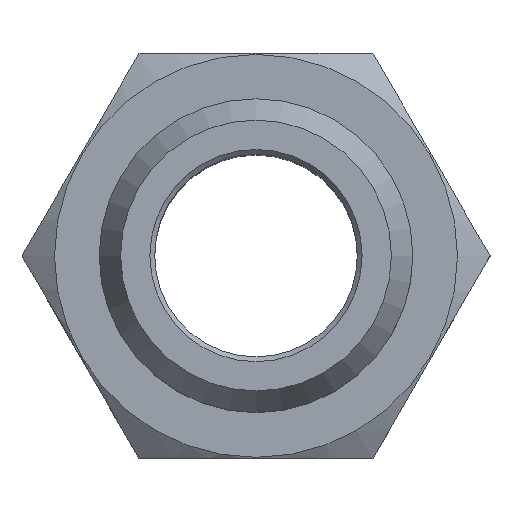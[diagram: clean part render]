
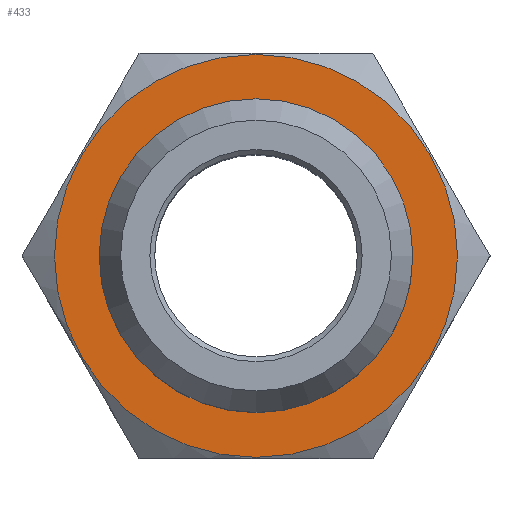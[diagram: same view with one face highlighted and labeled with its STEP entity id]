
A CAD part, top view. The second image highlights one B-rep face of the part: STEP entity #433.
In plain terms, the highlighted planar face has unit normal (0, 0, 1).
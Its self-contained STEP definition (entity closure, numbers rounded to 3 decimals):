
#25=CIRCLE('',#455,8.45);
#30=CIRCLE('',#464,6.579);
#96=ORIENTED_EDGE('',*,*,#139,.T.);
#97=ORIENTED_EDGE('',*,*,#144,.T.);
#139=EDGE_CURVE('',#165,#165,#25,.T.);
#144=EDGE_CURVE('',#170,#170,#30,.T.);
#165=VERTEX_POINT('',#660);
#170=VERTEX_POINT('',#674);
#207=EDGE_LOOP('',(#96));
#208=EDGE_LOOP('',(#97));
#243=FACE_BOUND('',#207,.T.);
#244=FACE_BOUND('',#208,.T.);
#270=PLANE('',#465);
#433=ADVANCED_FACE('',(#243,#244),#270,.F.);
#455=AXIS2_PLACEMENT_3D('',#659,#505,#506);
#464=AXIS2_PLACEMENT_3D('',#673,#523,#524);
#465=AXIS2_PLACEMENT_3D('',#675,#525,#526);
#505=DIRECTION('',(0.,0.,1.));
#506=DIRECTION('',(1.,0.,0.));
#523=DIRECTION('',(0.,0.,-1.));
#524=DIRECTION('',(1.,0.,0.));
#525=DIRECTION('',(0.,0.,-1.));
#526=DIRECTION('',(-1.,0.,0.));
#659=CARTESIAN_POINT('',(0.,0.,-8.));
#660=CARTESIAN_POINT('',(8.45,0.,-8.));
#673=CARTESIAN_POINT('',(0.,0.,-8.));
#674=CARTESIAN_POINT('',(6.579,0.,-8.));
#675=CARTESIAN_POINT('',(0.,0.,-8.));
